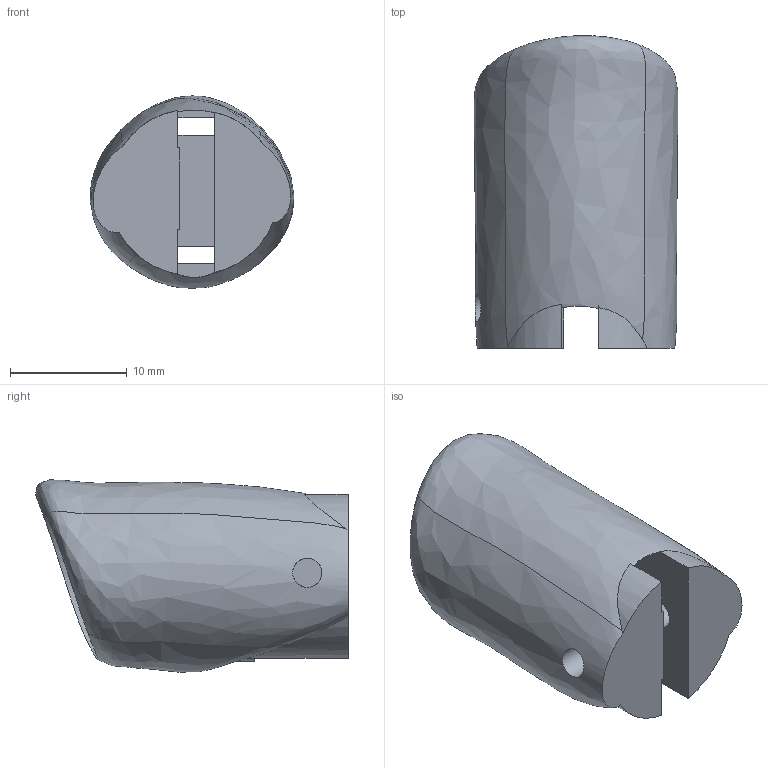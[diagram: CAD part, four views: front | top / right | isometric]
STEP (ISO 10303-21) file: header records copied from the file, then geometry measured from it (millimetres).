
FILE_DESCRIPTION(/* description */ (''),/* implementation_level */ '2;1');
FILE_NAME(/* name */ 'phalanx_proximalis.stp',/* time_stamp */ '2016-05-29T20:00:21+02:00',/* author */ ('au233088'),/* organization */ (''),/* preprocessor_version */ 'ST-DEVELOPER v16.1',/* originating_system */ 'Autodesk Inventor 2016',/* authorisation */ '');
FILE_SCHEMA (('AUTOMOTIVE_DESIGN { 1 0 10303 214 3 1 1 }'));
Length unit declared in the file: millimetre
Products named in the file (1): phalanx_proximalis
Bounding box: 17.44 x 26.74 x 16.45 mm (x, y, z)
Volume: 3771.6 mm3; surface area: 2398.6 mm2
Topology: 1 solids, 1 shells, 36 faces, 104 edges, 69 vertices
Faces by surface type: plane 23, cylinder 7, bspline 6
Full cylindrical faces by diameter (mm): 2.5 x2
Entity records: 2620 total; most frequent: CARTESIAN_POINT 1712, ORIENTED_EDGE 202, DIRECTION 150, EDGE_CURVE 101, VERTEX_POINT 68, LINE 62, VECTOR 62, EDGE_LOOP 45
